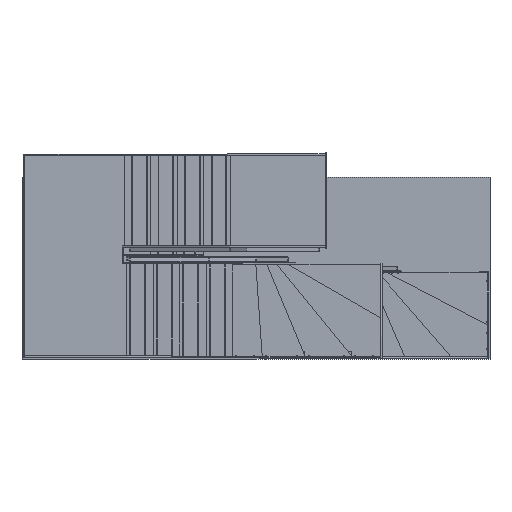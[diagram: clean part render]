
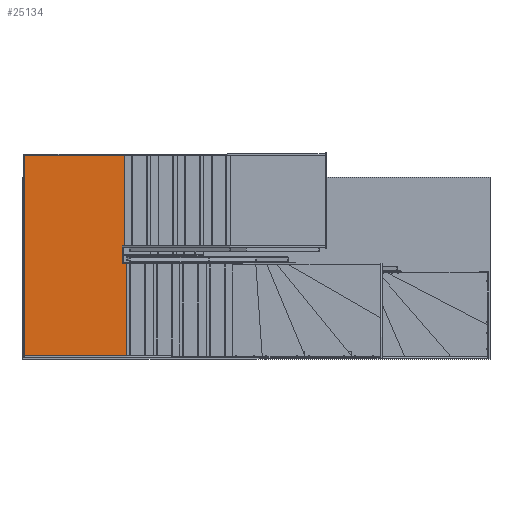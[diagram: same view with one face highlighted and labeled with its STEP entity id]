
A CAD part, top view. The second image highlights one B-rep face of the part: STEP entity #25134.
In plain terms, the highlighted planar face has unit normal (0, 0, 1).
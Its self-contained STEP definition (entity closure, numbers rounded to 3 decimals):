
#24891 = VERTEX_POINT('',#24892);
#24892 = CARTESIAN_POINT('',(1089.,213.,0.));
#24909 = VERTEX_POINT('',#24910);
#24910 = CARTESIAN_POINT('',(27.,213.,0.));
#24916 = EDGE_CURVE('',#24891,#24909,#24917,.T.);
#24917 = LINE('',#24918,#24919);
#24918 = CARTESIAN_POINT('',(1089.,213.,0.));
#24919 = VECTOR('',#24920,1.);
#24920 = DIRECTION('',(-1.,0.,0.));
#24940 = VERTEX_POINT('',#24941);
#24941 = CARTESIAN_POINT('',(27.,-1843.,0.));
#24947 = EDGE_CURVE('',#24909,#24940,#24948,.T.);
#24948 = LINE('',#24949,#24950);
#24949 = CARTESIAN_POINT('',(27.,213.,0.));
#24950 = VECTOR('',#24951,1.);
#24951 = DIRECTION('',(0.,-1.,0.));
#24971 = VERTEX_POINT('',#24972);
#24972 = CARTESIAN_POINT('',(1072.576,-1843.,0.));
#24978 = EDGE_CURVE('',#24940,#24971,#24979,.T.);
#24979 = LINE('',#24980,#24981);
#24980 = CARTESIAN_POINT('',(27.,-1843.,0.));
#24981 = VECTOR('',#24982,1.);
#24982 = DIRECTION('',(1.,0.,0.));
#25002 = VERTEX_POINT('',#25003);
#25003 = CARTESIAN_POINT('',(1072.576,-898.,0.));
#25009 = EDGE_CURVE('',#24971,#25002,#25010,.T.);
#25010 = LINE('',#25011,#25012);
#25011 = CARTESIAN_POINT('',(1072.576,-1843.,0.));
#25012 = VECTOR('',#25013,1.);
#25013 = DIRECTION('',(0.,1.,0.));
#25033 = VERTEX_POINT('',#25034);
#25034 = CARTESIAN_POINT('',(1027.,-898.,0.));
#25040 = EDGE_CURVE('',#25002,#25033,#25041,.T.);
#25041 = LINE('',#25042,#25043);
#25042 = CARTESIAN_POINT('',(1072.576,-898.,0.));
#25043 = VECTOR('',#25044,1.);
#25044 = DIRECTION('',(-1.,0.,0.));
#25064 = VERTEX_POINT('',#25065);
#25065 = CARTESIAN_POINT('',(1027.,-712.,0.));
#25071 = EDGE_CURVE('',#25033,#25064,#25072,.T.);
#25072 = LINE('',#25073,#25074);
#25073 = CARTESIAN_POINT('',(1027.,-898.,0.));
#25074 = VECTOR('',#25075,1.);
#25075 = DIRECTION('',(0.,1.,0.));
#25095 = VERTEX_POINT('',#25096);
#25096 = CARTESIAN_POINT('',(1089.,-712.,0.));
#25102 = EDGE_CURVE('',#25064,#25095,#25103,.T.);
#25103 = LINE('',#25104,#25105);
#25104 = CARTESIAN_POINT('',(1027.,-712.,0.));
#25105 = VECTOR('',#25106,1.);
#25106 = DIRECTION('',(1.,0.,0.));
#25124 = EDGE_CURVE('',#24891,#25095,#25125,.T.);
#25125 = LINE('',#25126,#25127);
#25126 = CARTESIAN_POINT('',(1089.,213.,0.));
#25127 = VECTOR('',#25128,1.);
#25128 = DIRECTION('',(0.,-1.,0.));
#25134 = ADVANCED_FACE('',(#25135),#25145,.T.);
#25135 = FACE_BOUND('',#25136,.T.);
#25136 = EDGE_LOOP('',(#25137,#25138,#25139,#25140,#25141,#25142,#25143,
    #25144));
#25137 = ORIENTED_EDGE('',*,*,#24916,.T.);
#25138 = ORIENTED_EDGE('',*,*,#24947,.T.);
#25139 = ORIENTED_EDGE('',*,*,#24978,.T.);
#25140 = ORIENTED_EDGE('',*,*,#25009,.T.);
#25141 = ORIENTED_EDGE('',*,*,#25040,.T.);
#25142 = ORIENTED_EDGE('',*,*,#25071,.T.);
#25143 = ORIENTED_EDGE('',*,*,#25102,.T.);
#25144 = ORIENTED_EDGE('',*,*,#25124,.F.);
#25145 = PLANE('',#25146);
#25146 = AXIS2_PLACEMENT_3D('',#25147,#25148,#25149);
#25147 = CARTESIAN_POINT('',(560.809,-811.92,0.));
#25148 = DIRECTION('',(0.,0.,1.));
#25149 = DIRECTION('',(1.,0.,0.));
